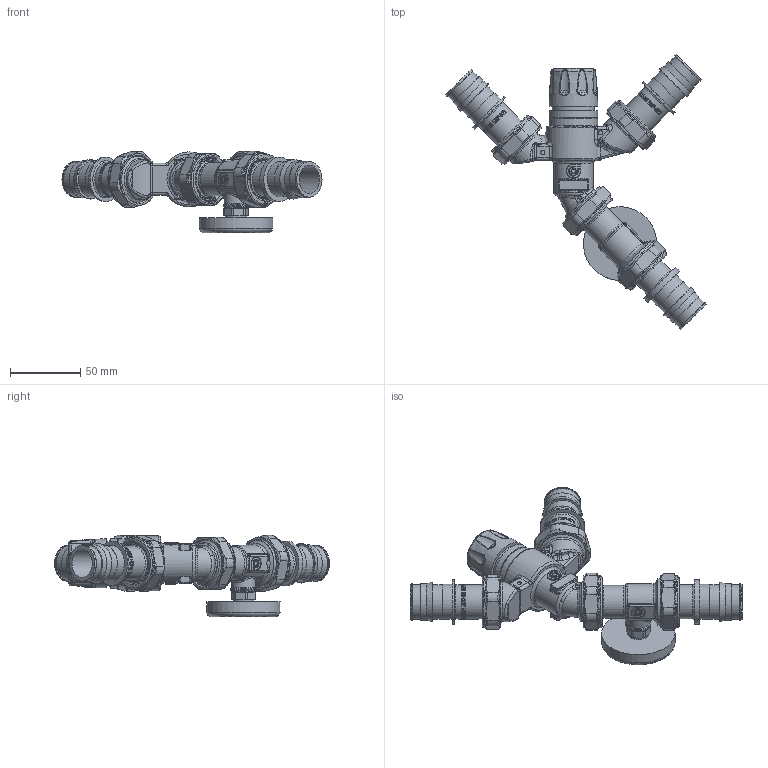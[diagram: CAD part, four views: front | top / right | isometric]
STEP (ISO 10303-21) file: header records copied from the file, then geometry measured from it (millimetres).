
FILE_DESCRIPTION(/* description */ (''),/* implementation_level */ '2;1');
FILE_NAME(/* name */ '520615AC 001_Simplify_1.stp',/* time_stamp */ '2025-07-31T15:30:18-05:00',/* author */ ('ischreiner'),/* organization */ (''),/* preprocessor_version */ 'ST-DEVELOPER v20',/* originating_system */ 'Autodesk Inventor 2025',/* authorisation */ '');
FILE_SCHEMA (('AUTOMOTIVE_DESIGN { 1 0 10303 214 3 1 1 }'));
Products named in the file (1): 520615AC 001_Simplify_1
Bounding box: 185.08 x 195.68 x 57.79 mm (x, y, z)
Volume: 234373.9 mm3; surface area: 77620.8 mm2
Topology: 9 solids, 9 shells, 2697 faces, 6671 edges, 3951 vertices
Faces by surface type: bspline 954, plane 692, cylinder 601, torus 211, sphere 124, cone 115
Full cylindrical faces by diameter (mm): 3 x2, 15.24 x1, 15.748 x2, 15.875 x1, 17 x1, 18 x1, 20.091 x4, 20.32 x3, 20.6 x2, 20.701 x2, 22 x2, 23.5 x1, 24 x1, 24.384 x3, 24.765 x6, 25.095 x3, 26.111 x3, 27.686 x3, 28 x2, 29.515 x3, 29.6 x1, 30.5 x4, 31.75 x3, 33.1 x4, 34.5 x1, 37 x8, 52.324 x1
Entity records: 125334 total; most frequent: CARTESIAN_POINT 64950, ORIENTED_EDGE 12998, DIRECTION 10332, EDGE_CURVE 6499, AXIS2_PLACEMENT_3D 4034, VERTEX_POINT 3951, EDGE_LOOP 2844, STYLED_ITEM 2706
